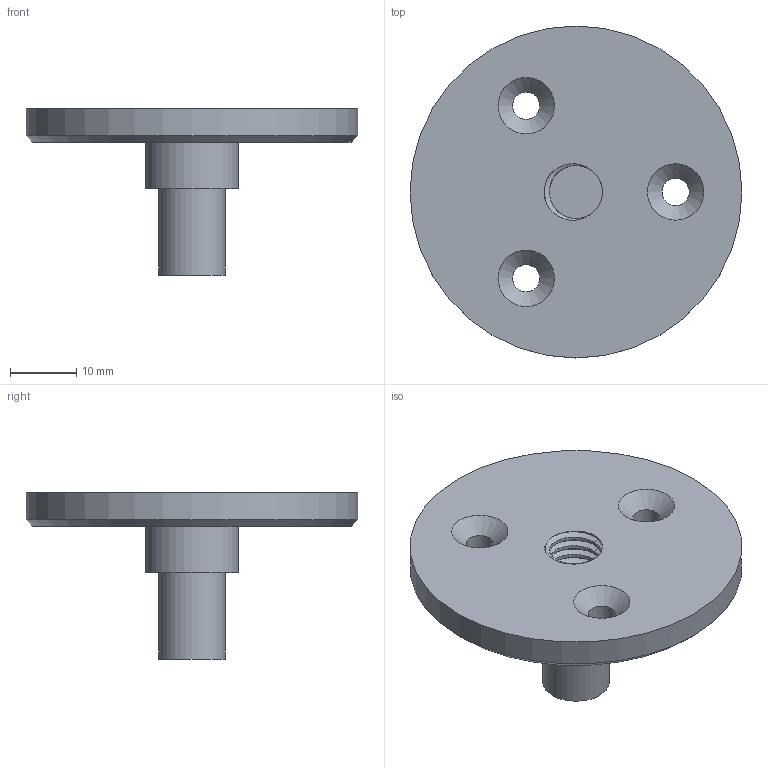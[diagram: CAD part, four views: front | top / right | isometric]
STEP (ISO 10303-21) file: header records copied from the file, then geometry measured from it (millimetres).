
FILE_DESCRIPTION(('FreeCAD Model'),'2;1');
FILE_NAME('Open CASCADE Shape Model','2024-01-19T13:44:32',(''),(''), 'Open CASCADE STEP processor 7.6','FreeCAD','Unknown');
FILE_SCHEMA(('AUTOMOTIVE_DESIGN { 1 0 10303 214 1 1 1 1 }'));
Length unit declared in the file: millimetre
Products named in the file (1): AXE
Bounding box: 49.98 x 49.98 x 25 mm (x, y, z)
Volume: 10723.2 mm3; surface area: 6082.6 mm2
Topology: 1 solids, 1 shells, 108 faces, 249 edges, 147 vertices
Faces by surface type: bspline 68, cylinder 28, plane 8, cone 4
Full cylindrical faces by diameter (mm): 4.1 x3, 4.224 x14, 8 x6, 9.985 x1, 13.985 x1, 49.975 x1
Entity records: 21060 total; most frequent: CARTESIAN_POINT 16813, ORIENTED_EDGE 498, PCURVE 498, DEFINITIONAL_REPRESENTATION 498, DIRECTION 481, B_SPLINE_CURVE_WITH_KNOTS 354, LINE 353, VECTOR 353
